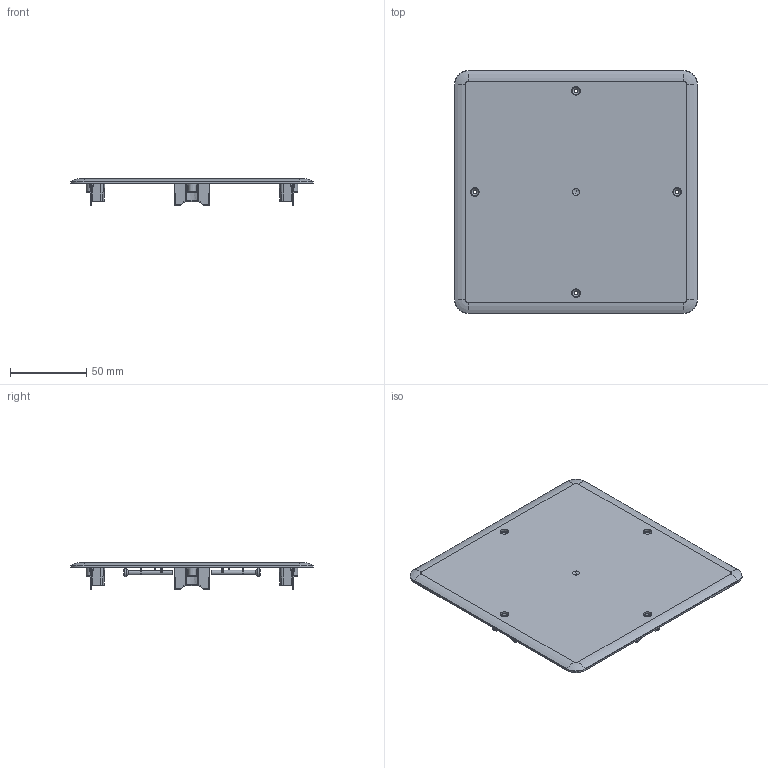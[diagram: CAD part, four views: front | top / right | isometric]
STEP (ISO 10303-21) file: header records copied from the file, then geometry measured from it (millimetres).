
FILE_DESCRIPTION(('CATIA V5 STEP Exchange','CAx-IF Rec.Pracs.--- Model Styling and Organization---1.4--- 2014-01-23'),'2;1');
FILE_NAME('080194 _AllCATPart.stp','2021-05-27T06:28:10+00:00',('none'),('none'),'CATIA Version 5-6 Release 2017 SP5','CATIA V5 STEP AP214','none');
FILE_SCHEMA(('AUTOMOTIVE_DESIGN { 1 0 10303 214 1 1 1 1 }'));
Products named in the file (1): 080194 _AllCATPart
Bounding box: 159.5 x 159.5 x 17.57 mm (x, y, z)
Volume: 42727 mm3; surface area: 59940.9 mm2
Topology: 5 solids, 5 shells, 1153 faces, 2812 edges, 1608 vertices
Faces by surface type: cylinder 368, plane 269, bspline 200, cone 146, torus 102, sphere 68
Entity records: 51232 total; most frequent: CARTESIAN_POINT 28442, ORIENTED_EDGE 5472, DIRECTION 3239, EDGE_CURVE 2736, VERTEX_POINT 1608, AXIS2_PLACEMENT_3D 1508, EDGE_LOOP 1176, ADVANCED_FACE 1153
